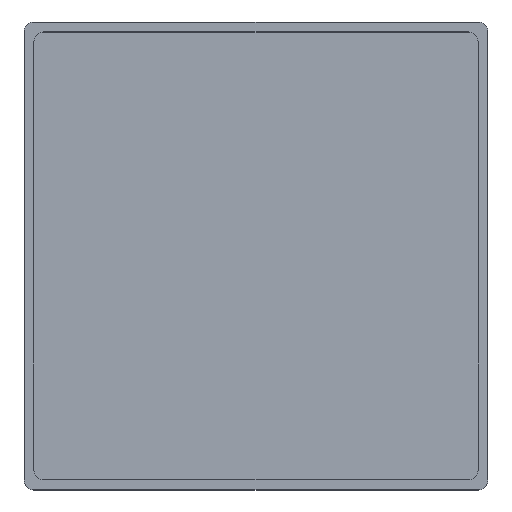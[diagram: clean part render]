
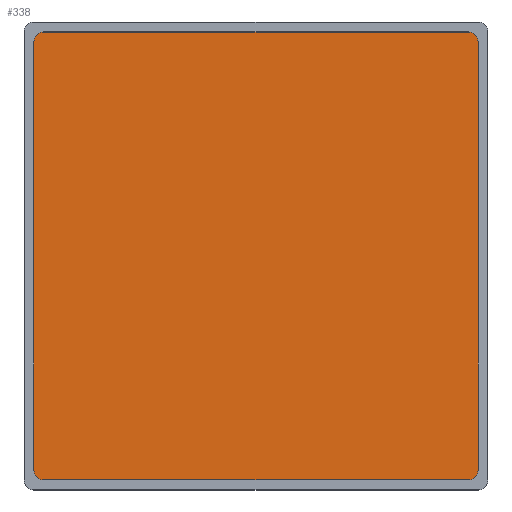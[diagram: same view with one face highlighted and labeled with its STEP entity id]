
A CAD part, top view. The second image highlights one B-rep face of the part: STEP entity #338.
In plain terms, the highlighted planar face has unit normal (0, 0, 1).
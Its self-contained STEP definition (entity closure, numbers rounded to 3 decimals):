
#19=PLANE('',#384);
#35=FACE_OUTER_BOUND('',#55,.T.);
#55=EDGE_LOOP('',(#270,#271,#272,#273,#274,#275,#276,#277));
#86=LINE('',#572,#118);
#87=LINE('',#576,#119);
#88=LINE('',#580,#120);
#89=LINE('',#583,#121);
#118=VECTOR('',#464,10.);
#119=VECTOR('',#467,10.);
#120=VECTOR('',#470,10.);
#121=VECTOR('',#473,10.);
#142=CIRCLE('',#383,1.);
#143=CIRCLE('',#385,1.);
#144=CIRCLE('',#386,1.);
#145=CIRCLE('',#387,1.);
#170=VERTEX_POINT('',#565);
#171=VERTEX_POINT('',#566);
#172=VERTEX_POINT('',#571);
#173=VERTEX_POINT('',#573);
#174=VERTEX_POINT('',#575);
#175=VERTEX_POINT('',#577);
#176=VERTEX_POINT('',#579);
#177=VERTEX_POINT('',#581);
#208=EDGE_CURVE('',#170,#171,#142,.T.);
#211=EDGE_CURVE('',#172,#171,#86,.T.);
#212=EDGE_CURVE('',#172,#173,#143,.T.);
#213=EDGE_CURVE('',#174,#173,#87,.T.);
#214=EDGE_CURVE('',#174,#175,#144,.T.);
#215=EDGE_CURVE('',#176,#175,#88,.T.);
#216=EDGE_CURVE('',#176,#177,#145,.T.);
#217=EDGE_CURVE('',#170,#177,#89,.T.);
#270=ORIENTED_EDGE('',*,*,#208,.T.);
#271=ORIENTED_EDGE('',*,*,#211,.F.);
#272=ORIENTED_EDGE('',*,*,#212,.T.);
#273=ORIENTED_EDGE('',*,*,#213,.F.);
#274=ORIENTED_EDGE('',*,*,#214,.T.);
#275=ORIENTED_EDGE('',*,*,#215,.F.);
#276=ORIENTED_EDGE('',*,*,#216,.T.);
#277=ORIENTED_EDGE('',*,*,#217,.F.);
#338=ADVANCED_FACE('',(#35),#19,.T.);
#383=AXIS2_PLACEMENT_3D('',#567,#458,#459);
#384=AXIS2_PLACEMENT_3D('',#570,#462,#463);
#385=AXIS2_PLACEMENT_3D('',#574,#465,#466);
#386=AXIS2_PLACEMENT_3D('',#578,#468,#469);
#387=AXIS2_PLACEMENT_3D('',#582,#471,#472);
#458=DIRECTION('center_axis',(0.,0.,1.));
#459=DIRECTION('ref_axis',(0.707,-0.707,0.));
#462=DIRECTION('center_axis',(0.,0.,1.));
#463=DIRECTION('ref_axis',(0.,-1.,0.));
#464=DIRECTION('',(0.,-1.,0.));
#465=DIRECTION('center_axis',(0.,0.,1.));
#466=DIRECTION('ref_axis',(0.707,0.707,0.));
#467=DIRECTION('',(1.,0.,0.));
#468=DIRECTION('center_axis',(0.,0.,1.));
#469=DIRECTION('ref_axis',(-0.707,0.707,0.));
#470=DIRECTION('',(0.,1.,0.));
#471=DIRECTION('center_axis',(0.,0.,1.));
#472=DIRECTION('ref_axis',(-0.707,-0.707,0.));
#473=DIRECTION('',(-1.,0.,0.));
#565=CARTESIAN_POINT('',(42.8,-1.,-2.3));
#566=CARTESIAN_POINT('',(43.8,0.,-2.3));
#567=CARTESIAN_POINT('Origin',(42.8,0.,-2.3));
#570=CARTESIAN_POINT('Origin',(-2.,45.2,-2.3));
#571=CARTESIAN_POINT('',(43.8,43.2,-2.3));
#572=CARTESIAN_POINT('',(43.8,44.7,-2.3));
#573=CARTESIAN_POINT('',(42.8,44.2,-2.3));
#574=CARTESIAN_POINT('Origin',(42.8,43.2,-2.3));
#575=CARTESIAN_POINT('',(0.,44.2,-2.3));
#576=CARTESIAN_POINT('',(-1.5,44.2,-2.3));
#577=CARTESIAN_POINT('',(-1.,43.2,-2.3));
#578=CARTESIAN_POINT('Origin',(0.,43.2,-2.3));
#579=CARTESIAN_POINT('',(-1.,0.,-2.3));
#580=CARTESIAN_POINT('',(-1.,22.1,-2.3));
#581=CARTESIAN_POINT('',(0.,-1.,-2.3));
#582=CARTESIAN_POINT('Origin',(0.,0.,-2.3));
#583=CARTESIAN_POINT('',(20.9,-1.,-2.3));
